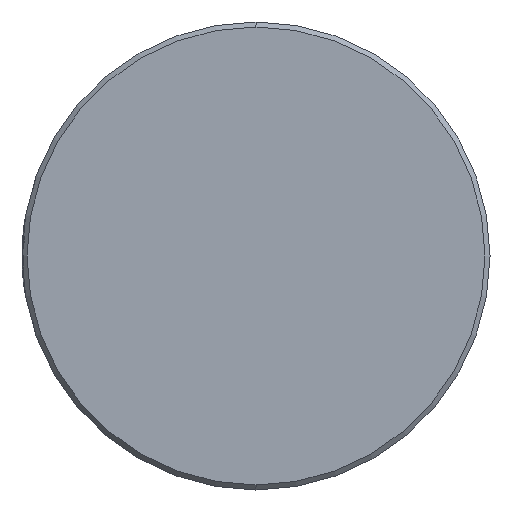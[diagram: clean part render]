
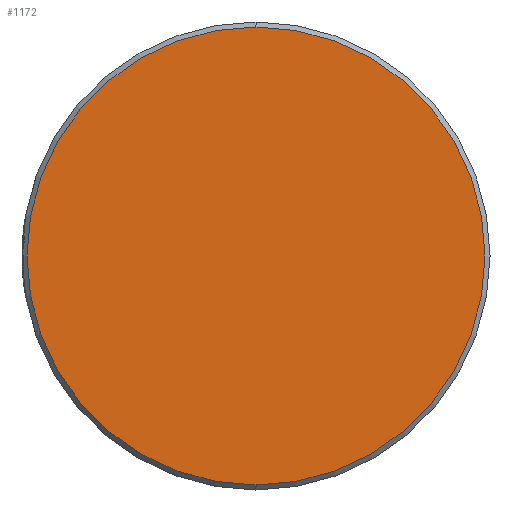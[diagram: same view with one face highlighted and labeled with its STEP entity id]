
A CAD part, left-side view. The second image highlights one B-rep face of the part: STEP entity #1172.
In plain terms, the highlighted planar face has unit normal (-1, 0, 0).
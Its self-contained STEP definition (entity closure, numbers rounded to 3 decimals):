
#95 = VERTEX_POINT ( 'NONE', #453 ) ;
#130 = EDGE_LOOP ( 'NONE', ( #1140, #1259 ) ) ;
#259 = CIRCLE ( 'NONE', #847, 13.7 ) ;
#283 = AXIS2_PLACEMENT_3D ( 'NONE', #1110, #1003, #697 ) ;
#404 = CIRCLE ( 'NONE', #541, 13.7 ) ;
#453 = CARTESIAN_POINT ( 'NONE',  ( -5., 0., 13.7 ) ) ;
#514 = EDGE_CURVE ( 'NONE', #95, #943, #404, .T. ) ;
#541 = AXIS2_PLACEMENT_3D ( 'NONE', #736, #731, #727 ) ;
#554 = DIRECTION ( 'NONE',  ( -1., 0., 0. ) ) ;
#599 = PLANE ( 'NONE',  #283 ) ;
#697 = DIRECTION ( 'NONE',  ( 0., 0., 1. ) ) ;
#727 = DIRECTION ( 'NONE',  ( 0., 0., 1. ) ) ;
#728 = FACE_OUTER_BOUND ( 'NONE', #130, .T. ) ;
#731 = DIRECTION ( 'NONE',  ( -1., 0., 0. ) ) ;
#736 = CARTESIAN_POINT ( 'NONE',  ( -5., 0., 0. ) ) ;
#791 = EDGE_CURVE ( 'NONE', #943, #95, #259, .T. ) ;
#847 = AXIS2_PLACEMENT_3D ( 'NONE', #1155, #554, #1248 ) ;
#943 = VERTEX_POINT ( 'NONE', #973 ) ;
#973 = CARTESIAN_POINT ( 'NONE',  ( -5., 0., -13.7 ) ) ;
#1003 = DIRECTION ( 'NONE',  ( -1., 0., 0. ) ) ;
#1110 = CARTESIAN_POINT ( 'NONE',  ( -5., 0., 0. ) ) ;
#1140 = ORIENTED_EDGE ( 'NONE', *, *, #791, .T. ) ;
#1155 = CARTESIAN_POINT ( 'NONE',  ( -5., 0., 0. ) ) ;
#1172 = ADVANCED_FACE ( 'NONE', ( #728 ), #599, .T. ) ;
#1248 = DIRECTION ( 'NONE',  ( 0., 0., 1. ) ) ;
#1259 = ORIENTED_EDGE ( 'NONE', *, *, #514, .T. ) ;
